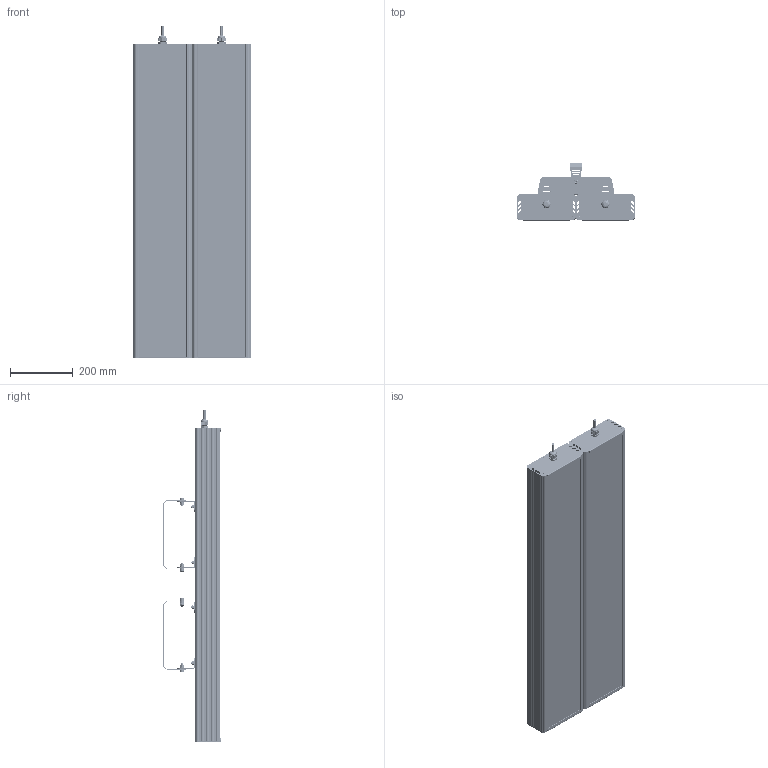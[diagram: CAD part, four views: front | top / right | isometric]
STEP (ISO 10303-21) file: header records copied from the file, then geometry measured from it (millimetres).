
FILE_DESCRIPTION(('STEP AP214'), '1');
FILE_NAME('001.0079.108.000 ÃÑÏ-Ýêñòðà-Îïòèê-400', '2023-11-03T05:58:14', ('Ëóêîíèí'), ('ÎÊÁ Ñâîé Ñòèëü'), 'C3D Converter', 'C3D Toolkit', '');
FILE_SCHEMA(('AUTOMOTIVE_DESIGN { 1 0 10303 214 3 1 1}'));
Length unit declared in the file: millimetre
Products named in the file (42): 001.0079.108.000
Assembly tree (103 placements, depth 4):
  001.0079.108.000
    (unnamed)  x2
      (unnamed)
      (unnamed)
      (unnamed)
      (unnamed)
      (unnamed)
      (unnamed)
      (unnamed)
      (unnamed)
      (unnamed)
        (unnamed)
      (unnamed)
        (unnamed)
        (unnamed)
        (unnamed)  x13
        (unnamed)
        (unnamed)
        (unnamed)
        (unnamed)
        (unnamed)
        (unnamed)
        (unnamed)
    (unnamed)  x2
      (unnamed)
      (unnamed)
      (unnamed)
      (unnamed)
      (unnamed)
      (unnamed)
      (unnamed)
      (unnamed)
      (unnamed)
      (unnamed)
      (unnamed)
      (unnamed)
      (unnamed)
      (unnamed)
      (unnamed)
      (unnamed)
      (unnamed)
      (unnamed)
Bounding box: 374.75 x 184.68 x 1056.43 mm (x, y, z)
Volume: 6759852.4 mm3; surface area: 5058091.1 mm2
Topology: 1434 solids, 1434 shells, 19796 faces, 45286 edges, 30250 vertices
Faces by surface type: plane 14048, cylinder 4720, bspline 658, cone 292, sphere 40, torus 38
Full cylindrical faces by diameter (mm): 1 x40, 2 x80, 2.5 x160, 2.8 x1000, 3.2 x40, 3.5 x240, 4 x24, 4.917 x16, 6 x20, 6.6 x16, 6.647 x4, 8 x28, 8.5 x8, 9 x528, 11 x16, 12 x2, 12.5 x2, 13 x4, 15 x8, 16 x2, 18.5 x6, 20 x2, 23.5 x2
Entity records: 115123 total; most frequent: CARTESIAN_POINT 51574, ORIENTED_EDGE 11984, DIRECTION 11318, EDGE_CURVE 5992, VERTEX_POINT 4110, AXIS2_PLACEMENT_3D 3819, LINE 3680, VECTOR 3680
